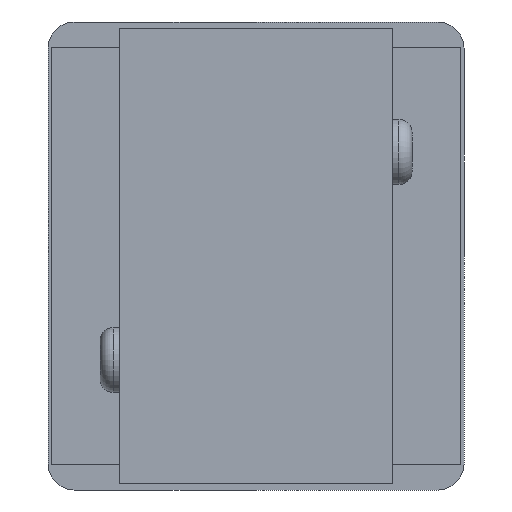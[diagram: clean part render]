
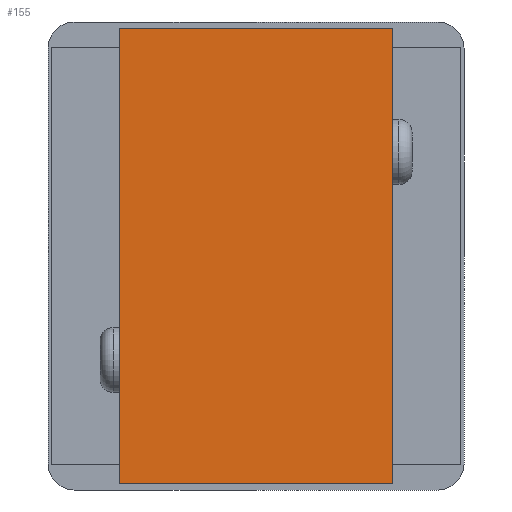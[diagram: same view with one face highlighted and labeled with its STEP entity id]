
A CAD part, front view. The second image highlights one B-rep face of the part: STEP entity #155.
In plain terms, the highlighted planar face has unit normal (0, -1, 0).
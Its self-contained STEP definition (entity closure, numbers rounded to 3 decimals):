
#155 = ADVANCED_FACE( '', ( #623 ), #624, .F. );
#623 = FACE_OUTER_BOUND( '', #1415, .T. );
#624 = PLANE( '', #1416 );
#1415 = EDGE_LOOP( '', ( #2798, #2799, #2800, #2801 ) );
#1416 = AXIS2_PLACEMENT_3D( '', #2802, #2803, #2804 );
#2798 = ORIENTED_EDGE( '', *, *, #5253, .F. );
#2799 = ORIENTED_EDGE( '', *, *, #5254, .F. );
#2800 = ORIENTED_EDGE( '', *, *, #5255, .F. );
#2801 = ORIENTED_EDGE( '', *, *, #5256, .F. );
#2802 = CARTESIAN_POINT( '', ( 0., 0., 0. ) );
#2803 = DIRECTION( '', ( 0., 1., 0. ) );
#2804 = DIRECTION( '', ( 0., 0., 1. ) );
#5253 = EDGE_CURVE( '', #6477, #6478, #6479, .T. );
#5254 = EDGE_CURVE( '', #6480, #6477, #6481, .T. );
#5255 = EDGE_CURVE( '', #6482, #6480, #6483, .T. );
#5256 = EDGE_CURVE( '', #6478, #6482, #6484, .T. );
#6477 = VERTEX_POINT( '', #8145 );
#6478 = VERTEX_POINT( '', #8146 );
#6479 = LINE( '', #8147, #8148 );
#6480 = VERTEX_POINT( '', #8149 );
#6481 = LINE( '', #8150, #8151 );
#6482 = VERTEX_POINT( '', #8152 );
#6483 = LINE( '', #8153, #8154 );
#6484 = LINE( '', #8155, #8156 );
#8145 = CARTESIAN_POINT( '', ( -10.5, 0., -17.5 ) );
#8146 = CARTESIAN_POINT( '', ( -10.5, 0., 17.5 ) );
#8147 = CARTESIAN_POINT( '', ( -10.5, 0., -17.5 ) );
#8148 = VECTOR( '', #9835, 1000. );
#8149 = CARTESIAN_POINT( '', ( 10.5, 0., -17.5 ) );
#8150 = CARTESIAN_POINT( '', ( 10.5, 0., -17.5 ) );
#8151 = VECTOR( '', #9836, 1000. );
#8152 = CARTESIAN_POINT( '', ( 10.5, 0., 17.5 ) );
#8153 = CARTESIAN_POINT( '', ( 10.5, 0., 17.5 ) );
#8154 = VECTOR( '', #9837, 1000. );
#8155 = CARTESIAN_POINT( '', ( -10.5, 0., 17.5 ) );
#8156 = VECTOR( '', #9838, 1000. );
#9835 = DIRECTION( '', ( 0., 0., 1. ) );
#9836 = DIRECTION( '', ( -1., 0., 0. ) );
#9837 = DIRECTION( '', ( 0., 0., -1. ) );
#9838 = DIRECTION( '', ( 1., 0., 0. ) );
